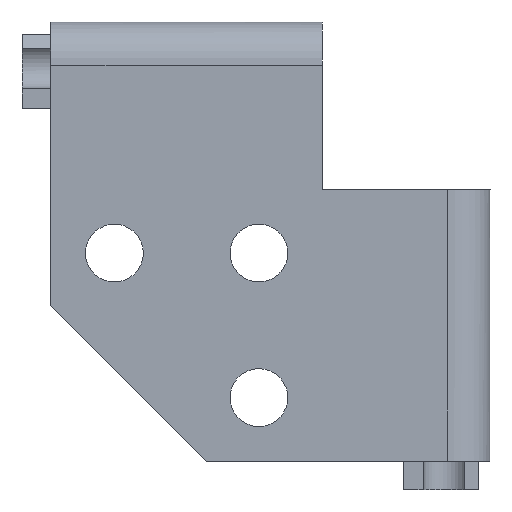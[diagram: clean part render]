
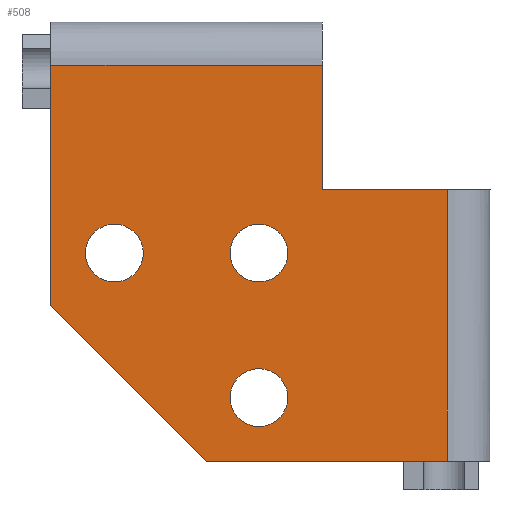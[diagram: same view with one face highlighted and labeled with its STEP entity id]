
A CAD part, front view. The second image highlights one B-rep face of the part: STEP entity #508.
In plain terms, the highlighted planar face has unit normal (0, -1, 0).
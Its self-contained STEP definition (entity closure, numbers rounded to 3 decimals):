
#28=FACE_BOUND('',#104,.T.);
#29=FACE_BOUND('',#105,.T.);
#30=FACE_BOUND('',#106,.T.);
#45=CIRCLE('',#551,1.);
#47=CIRCLE('',#555,1.);
#49=CIRCLE('',#559,1.);
#74=FACE_OUTER_BOUND('',#103,.T.);
#103=EDGE_LOOP('',(#436,#437,#438,#439,#440,#441,#442,#443,#444));
#104=EDGE_LOOP('',(#445));
#105=EDGE_LOOP('',(#446));
#106=EDGE_LOOP('',(#447));
#124=LINE('',#749,#174);
#136=LINE('',#783,#186);
#152=LINE('',#837,#202);
#155=LINE('',#846,#205);
#156=LINE('',#849,#206);
#157=LINE('',#850,#207);
#158=LINE('',#852,#208);
#159=LINE('',#854,#209);
#160=LINE('',#855,#210);
#174=VECTOR('',#599,10.);
#186=VECTOR('',#629,10.);
#202=VECTOR('',#689,10.);
#205=VECTOR('',#700,10.);
#206=VECTOR('',#703,10.);
#207=VECTOR('',#704,10.);
#208=VECTOR('',#705,10.);
#209=VECTOR('',#706,10.);
#210=VECTOR('',#707,10.);
#223=VERTEX_POINT('',#746);
#224=VERTEX_POINT('',#748);
#236=VERTEX_POINT('',#780);
#237=VERTEX_POINT('',#782);
#246=VERTEX_POINT('',#808);
#248=VERTEX_POINT('',#816);
#250=VERTEX_POINT('',#824);
#253=VERTEX_POINT('',#836);
#255=VERTEX_POINT('',#844);
#256=VERTEX_POINT('',#848);
#257=VERTEX_POINT('',#851);
#258=VERTEX_POINT('',#853);
#271=EDGE_CURVE('',#223,#224,#124,.T.);
#288=EDGE_CURVE('',#236,#237,#136,.T.);
#303=EDGE_CURVE('',#246,#246,#45,.T.);
#307=EDGE_CURVE('',#248,#248,#47,.T.);
#311=EDGE_CURVE('',#250,#250,#49,.T.);
#316=EDGE_CURVE('',#224,#253,#152,.T.);
#321=EDGE_CURVE('',#255,#236,#155,.T.);
#322=EDGE_CURVE('',#256,#255,#156,.T.);
#323=EDGE_CURVE('',#253,#256,#157,.T.);
#324=EDGE_CURVE('',#257,#223,#158,.T.);
#325=EDGE_CURVE('',#257,#258,#159,.T.);
#326=EDGE_CURVE('',#237,#258,#160,.T.);
#436=ORIENTED_EDGE('',*,*,#322,.F.);
#437=ORIENTED_EDGE('',*,*,#323,.F.);
#438=ORIENTED_EDGE('',*,*,#316,.F.);
#439=ORIENTED_EDGE('',*,*,#271,.F.);
#440=ORIENTED_EDGE('',*,*,#324,.F.);
#441=ORIENTED_EDGE('',*,*,#325,.T.);
#442=ORIENTED_EDGE('',*,*,#326,.F.);
#443=ORIENTED_EDGE('',*,*,#288,.F.);
#444=ORIENTED_EDGE('',*,*,#321,.F.);
#445=ORIENTED_EDGE('',*,*,#307,.F.);
#446=ORIENTED_EDGE('',*,*,#303,.F.);
#447=ORIENTED_EDGE('',*,*,#311,.F.);
#482=PLANE('',#569);
#508=ADVANCED_FACE('',(#74,#28,#29,#30),#482,.F.);
#551=AXIS2_PLACEMENT_3D('',#810,#655,#656);
#555=AXIS2_PLACEMENT_3D('',#818,#665,#666);
#559=AXIS2_PLACEMENT_3D('',#826,#675,#676);
#569=AXIS2_PLACEMENT_3D('',#847,#701,#702);
#599=DIRECTION('',(0.,0.,1.));
#629=DIRECTION('',(-1.,0.,0.));
#655=DIRECTION('center_axis',(0.,-1.,0.));
#656=DIRECTION('ref_axis',(1.,0.,0.));
#665=DIRECTION('center_axis',(0.,-1.,0.));
#666=DIRECTION('ref_axis',(1.,0.,0.));
#675=DIRECTION('center_axis',(0.,-1.,0.));
#676=DIRECTION('ref_axis',(1.,0.,0.));
#689=DIRECTION('',(1.,0.,0.));
#700=DIRECTION('',(0.,0.,-1.));
#701=DIRECTION('center_axis',(0.,1.,0.));
#702=DIRECTION('ref_axis',(1.,0.,0.));
#703=DIRECTION('',(1.,0.,0.));
#704=DIRECTION('',(0.,0.,-1.));
#705=DIRECTION('',(-0.707,0.,0.707));
#706=DIRECTION('',(1.,0.,0.));
#707=DIRECTION('',(0.,0.,-1.));
#746=CARTESIAN_POINT('',(-5.4,0.,5.4));
#748=CARTESIAN_POINT('',(-5.4,0.,13.7));
#749=CARTESIAN_POINT('',(-5.4,0.,5.4));
#780=CARTESIAN_POINT('',(8.323,0.,0.));
#782=CARTESIAN_POINT('',(6.8,0.,0.));
#783=CARTESIAN_POINT('',(6.8,0.,0.));
#808=CARTESIAN_POINT('',(0.8,0.,7.2));
#810=CARTESIAN_POINT('Origin',(1.8,0.,7.2));
#816=CARTESIAN_POINT('',(-4.2,0.,7.2));
#818=CARTESIAN_POINT('Origin',(-3.2,0.,7.2));
#824=CARTESIAN_POINT('',(0.8,0.,2.2));
#826=CARTESIAN_POINT('Origin',(1.8,0.,2.2));
#836=CARTESIAN_POINT('',(4.,0.,13.7));
#837=CARTESIAN_POINT('',(-5.4,0.,13.7));
#844=CARTESIAN_POINT('',(8.323,0.,9.4));
#846=CARTESIAN_POINT('',(8.323,0.,9.4));
#847=CARTESIAN_POINT('Origin',(0.7,0.,6.1));
#848=CARTESIAN_POINT('',(4.,0.,9.4));
#849=CARTESIAN_POINT('',(4.,0.,9.4));
#850=CARTESIAN_POINT('',(4.,0.,12.2));
#851=CARTESIAN_POINT('',(0.,0.,0.));
#852=CARTESIAN_POINT('',(0.,0.,0.));
#853=CARTESIAN_POINT('',(6.8,0.,0.));
#854=CARTESIAN_POINT('',(0.,0.,0.));
#855=CARTESIAN_POINT('',(6.8,0.,9.4));
